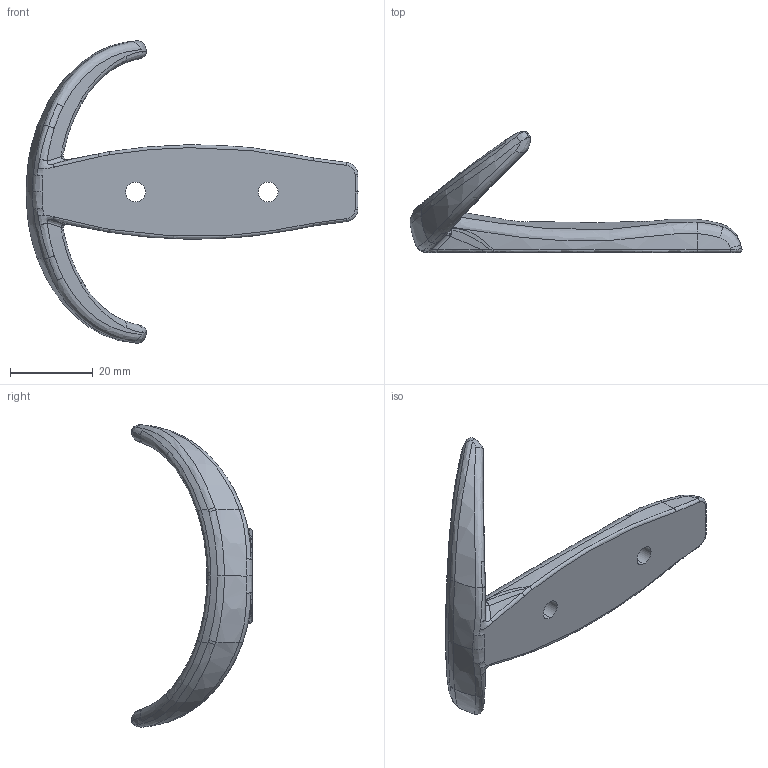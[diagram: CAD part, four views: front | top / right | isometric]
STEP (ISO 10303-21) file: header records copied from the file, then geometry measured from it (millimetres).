
FILE_DESCRIPTION(('Creo Elements/Direct Modeling STEP Export'),'2;1');
FILE_NAME('1281.stp','2018-08-27T11:26:07',(''),(''),'Creo Elements/Direct Modeling STEP processor for AP214 (Solid Model)','Creo Elements/Direct Modeling 20.0 12-Nov-2016 (C) Parametric Technology GmbH','');
FILE_SCHEMA(('AUTOMOTIVE_DESIGN { 1 0 10303 214 1 1 1 1 }'));
Length unit declared in the file: millimetre
Products named in the file (2): 1281
Assembly tree (1 placements, depth 2):
  1281
    1281
Bounding box: 80.12 x 29.19 x 72.94 mm (x, y, z)
Volume: 14245 mm3; surface area: 6234.5 mm2
Topology: 1 solids, 1 shells, 127 faces, 313 edges, 186 vertices
Faces by surface type: bspline 113, cylinder 8, cone 4, plane 2
Entity records: 24522 total; most frequent: CARTESIAN_POINT 21262, ORIENTED_EDGE 626, EDGE_CURVE 313, DIRECTION 272, VERTEX_POINT 186, B_SPLINE_CURVE_WITH_KNOTS 160, EDGE_LOOP 129, FACE_OUTER_BOUND 127
